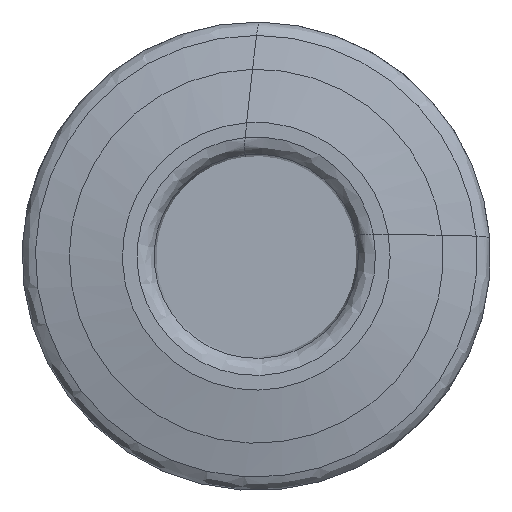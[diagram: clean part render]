
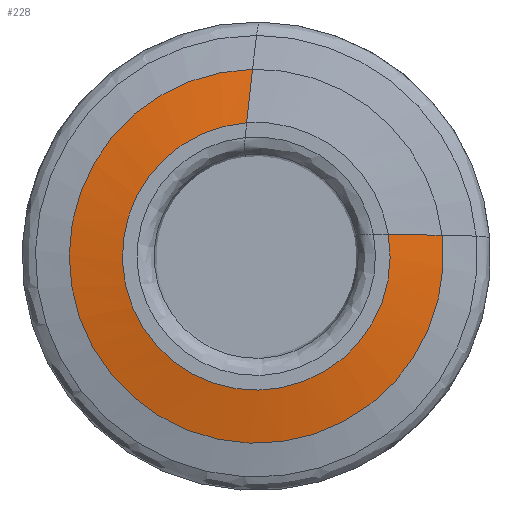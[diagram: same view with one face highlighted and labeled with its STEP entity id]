
A CAD part, left-side view. The second image highlights one B-rep face of the part: STEP entity #228.
In plain terms, the highlighted free-form (B-spline) face has degree [1, 3] with [2, 7] control points.
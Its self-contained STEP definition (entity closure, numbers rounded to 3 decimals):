
#40=(
BOUNDED_SURFACE()
B_SPLINE_SURFACE(1,3,((#1331,#1332,#1333,#1334,#1335,#1336,#1337),(#1338,
#1339,#1340,#1341,#1342,#1343,#1344)),.UNSPECIFIED.,.F.,.F.,.F.)
B_SPLINE_SURFACE_WITH_KNOTS((2,2),(4,3,4),(0.,1.),(0.,0.5,1.),
 .UNSPECIFIED.)
GEOMETRIC_REPRESENTATION_ITEM()
RATIONAL_B_SPLINE_SURFACE(((1.,0.574,0.574,1.,0.574,
0.574,1.),(1.,0.574,0.574,1.,0.574,
0.574,1.)))
REPRESENTATION_ITEM('')
SURFACE()
);
#72=LINE('',#1329,#96);
#73=LINE('',#1330,#97);
#96=VECTOR('',#964,1.);
#97=VECTOR('',#965,1.);
#228=ADVANCED_FACE('',(#269),#40,.F.);
#269=FACE_OUTER_BOUND('',#345,.T.);
#345=EDGE_LOOP('',(#448,#449,#450,#451));
#448=ORIENTED_EDGE('',*,*,#643,.F.);
#449=ORIENTED_EDGE('',*,*,#644,.T.);
#450=ORIENTED_EDGE('',*,*,#640,.T.);
#451=ORIENTED_EDGE('',*,*,#645,.T.);
#578=VERTEX_POINT('',#1321);
#579=VERTEX_POINT('',#1322);
#580=VERTEX_POINT('',#1327);
#581=VERTEX_POINT('',#1328);
#640=EDGE_CURVE('',#578,#579,#716,.T.);
#643=EDGE_CURVE('',#580,#581,#717,.T.);
#644=EDGE_CURVE('',#580,#578,#72,.T.);
#645=EDGE_CURVE('',#579,#581,#73,.T.);
#716=CIRCLE('',#799,9.144);
#717=CIRCLE('',#801,12.772);
#799=AXIS2_PLACEMENT_3D('',#1320,#956,#957);
#801=AXIS2_PLACEMENT_3D('',#1326,#962,#963);
#956=DIRECTION('',(1.,0.,0.));
#957=DIRECTION('',(0.,-0.986,0.164));
#962=DIRECTION('',(1.,0.,0.));
#963=DIRECTION('',(0.,-0.994,0.112));
#964=DIRECTION('',(-0.173,0.985,0.018));
#965=DIRECTION('',(0.173,-0.109,0.979));
#1320=CARTESIAN_POINT('',(0.,0.,0.));
#1321=CARTESIAN_POINT('',(0.,-9.02,1.5));
#1322=CARTESIAN_POINT('',(0.,0.661,9.12));
#1326=CARTESIAN_POINT('',(0.644,0.,0.));
#1327=CARTESIAN_POINT('',(0.644,-12.691,1.432));
#1328=CARTESIAN_POINT('',(0.644,0.254,12.769));
#1329=CARTESIAN_POINT('',(0.,-9.02,1.5));
#1330=CARTESIAN_POINT('',(0.,0.661,9.12));
#1331=CARTESIAN_POINT('',(0.,-9.02,1.5));
#1332=CARTESIAN_POINT('',(0.,-10.644,-8.266));
#1333=CARTESIAN_POINT('',(0.,-2.124,-13.308));
#1334=CARTESIAN_POINT('',(0.,5.655,-7.185));
#1335=CARTESIAN_POINT('',(0.,13.435,-1.062));
#1336=CARTESIAN_POINT('',(0.,10.535,8.404));
#1337=CARTESIAN_POINT('',(0.,0.661,9.12));
#1338=CARTESIAN_POINT('',(0.644,-12.691,1.432));
#1339=CARTESIAN_POINT('',(0.644,-14.242,-12.309));
#1340=CARTESIAN_POINT('',(0.644,-1.989,-18.719));
#1341=CARTESIAN_POINT('',(0.644,8.414,-9.608));
#1342=CARTESIAN_POINT('',(0.644,18.818,-0.498));
#1343=CARTESIAN_POINT('',(0.644,14.08,12.494));
#1344=CARTESIAN_POINT('',(0.644,0.254,12.769));
